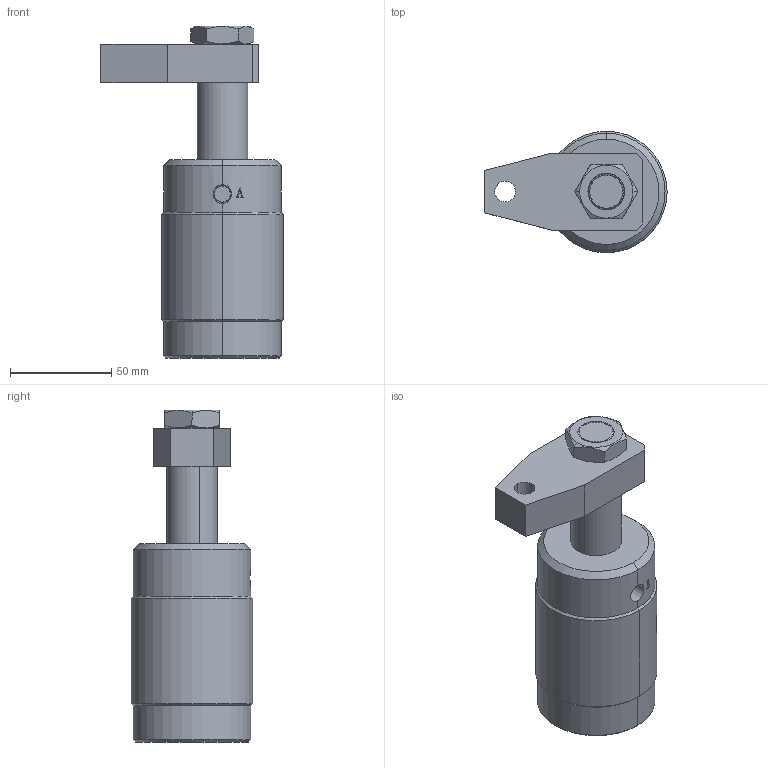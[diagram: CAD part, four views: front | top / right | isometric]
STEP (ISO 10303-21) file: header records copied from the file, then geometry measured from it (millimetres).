
FILE_DESCRIPTION (( 'STEP AP203' ), '1' );
FILE_NAME ('HNFT-40B.STEP', '2019-10-19T07:18:54', ( '微软用户' ), ( '微软中国' ), 'SwSTEP 2.0', 'SolidWorks 2012', '' );
FILE_SCHEMA (( 'CONFIG_CONTROL_DESIGN' ));
Length unit declared in the file: millimetre
Products named in the file (5): 40等旋; hex thin nuts grades ab gb_GB_FASTENER_NUT_STNABTT  B M18X1.5-N; 40B-S活塞杆; HNFT-40B; HNFT-40A掛极
Assembly tree (4 placements, depth 2):
  HNFT-40B
    HNFT-40A掛极
    40B-S活塞杆
    40等旋
    hex thin nuts grades ab gb_GB_FASTENER_NUT_STNABTT  B M18X1.5-N
Bounding box: 90 x 60 x 164 mm (x, y, z)
Volume: 335652.3 mm3; surface area: 43779.8 mm2
Topology: 4 solids, 4 shells, 138 faces, 326 edges, 208 vertices
Faces by surface type: plane 66, cone 28, cylinder 26, bspline 16, torus 2
Entity records: 5486 total; most frequent: CARTESIAN_POINT 1864, ORIENTED_EDGE 652, DIRECTION 616, EDGE_CURVE 326, AXIS2_PLACEMENT_3D 225, VERTEX_POINT 208, LINE 166, VECTOR 166
